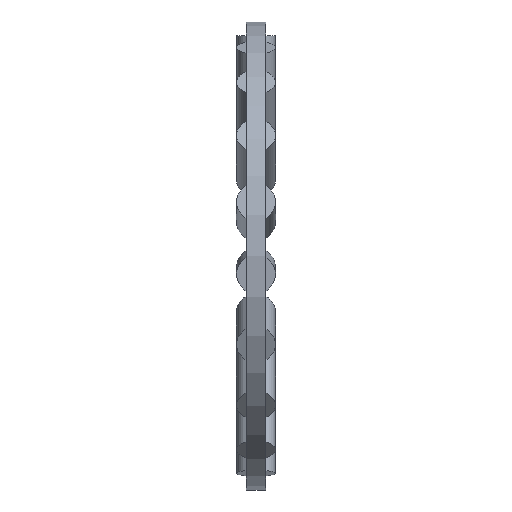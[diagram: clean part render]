
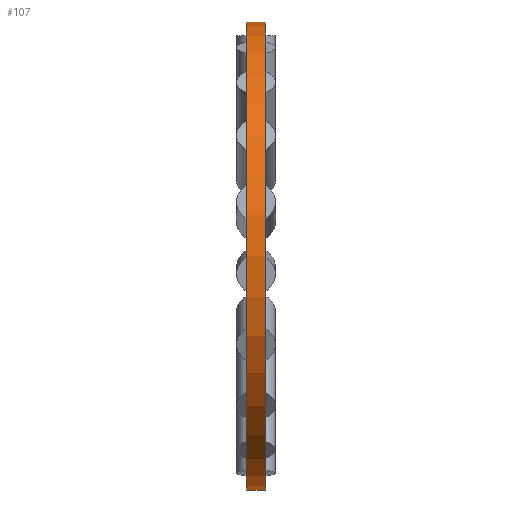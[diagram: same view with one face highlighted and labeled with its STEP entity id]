
A CAD part, left-side view. The second image highlights one B-rep face of the part: STEP entity #107.
In plain terms, the highlighted cylindrical face has radius 11.906 mm (diameter 23.813 mm), a partial arc.
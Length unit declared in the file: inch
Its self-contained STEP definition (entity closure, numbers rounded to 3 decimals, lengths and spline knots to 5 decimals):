
#107 = ADVANCED_FACE ( 'NONE', ( #1333 ), #1332, .T. ) ;
#112 = ORIENTED_EDGE ( 'NONE', *, *, #518, .F. ) ;
#113 = ORIENTED_EDGE ( 'NONE', *, *, #5349, .T. ) ;
#114 = EDGE_LOOP ( 'NONE', ( #112, #113, #5350, #5347 ) ) ;
#518 = EDGE_CURVE ( 'NONE', #664, #689, #2073, .T. ) ;
#522 = EDGE_CURVE ( 'NONE', #667, #651, #2120, .T. ) ;
#651 = VERTEX_POINT ( 'NONE', #2279 ) ;
#664 = VERTEX_POINT ( 'NONE', #2319 ) ;
#667 = VERTEX_POINT ( 'NONE', #2318 ) ;
#689 = VERTEX_POINT ( 'NONE', #2334 ) ;
#1328 = DIRECTION ( 'NONE',  ( 0., 0., -1. ) ) ;
#1329 = DIRECTION ( 'NONE',  ( 0., -1., 0. ) ) ;
#1330 = CARTESIAN_POINT ( 'NONE',  ( 0., -0.03906, 0. ) ) ;
#1331 = AXIS2_PLACEMENT_3D ( 'NONE', #1330, #1329, #1328 ) ;
#1332 = CYLINDRICAL_SURFACE ( 'NONE', #1331, 0.46875 ) ;
#1333 = FACE_OUTER_BOUND ( 'NONE', #114, .T. ) ;
#2070 = DIRECTION ( 'NONE',  ( 0., -1., 0. ) ) ;
#2071 = VECTOR ( 'NONE', #2070, 39.37008 ) ;
#2072 = CARTESIAN_POINT ( 'NONE',  ( 0., -0.03906, 0.46875 ) ) ;
#2073 = LINE ( 'NONE', #2072, #2071 ) ;
#2117 = DIRECTION ( 'NONE',  ( 0., -1., 0. ) ) ;
#2118 = VECTOR ( 'NONE', #2117, 39.37008 ) ;
#2119 = CARTESIAN_POINT ( 'NONE',  ( 0., -0.03906, -0.46875 ) ) ;
#2120 = LINE ( 'NONE', #2119, #2118 ) ;
#2279 = CARTESIAN_POINT ( 'NONE',  ( 0., -0.01875, -0.46875 ) ) ;
#2318 = CARTESIAN_POINT ( 'NONE',  ( 0., 0.01875, -0.46875 ) ) ;
#2319 = CARTESIAN_POINT ( 'NONE',  ( 0., 0.01875, 0.46875 ) ) ;
#2334 = CARTESIAN_POINT ( 'NONE',  ( 0., -0.01875, 0.46875 ) ) ;
#4388 = DIRECTION ( 'NONE',  ( 0., 0., 1. ) ) ;
#4389 = DIRECTION ( 'NONE',  ( 0., 1., 0. ) ) ;
#4390 = CARTESIAN_POINT ( 'NONE',  ( 0., -0.01875, 0. ) ) ;
#4391 = AXIS2_PLACEMENT_3D ( 'NONE', #4390, #4389, #4388 ) ;
#4392 = CIRCLE ( 'NONE', #4391, 0.46875 ) ;
#4393 = DIRECTION ( 'NONE',  ( 0., 0., -1. ) ) ;
#4394 = DIRECTION ( 'NONE',  ( 0., -1., 0. ) ) ;
#4395 = CARTESIAN_POINT ( 'NONE',  ( 0., 0.01875, 0. ) ) ;
#4396 = AXIS2_PLACEMENT_3D ( 'NONE', #4395, #4394, #4393 ) ;
#4397 = CIRCLE ( 'NONE', #4396, 0.46875 ) ;
#5347 = ORIENTED_EDGE ( 'NONE', *, *, #5351, .T. ) ;
#5349 = EDGE_CURVE ( 'NONE', #664, #667, #4397, .T. ) ;
#5350 = ORIENTED_EDGE ( 'NONE', *, *, #522, .T. ) ;
#5351 = EDGE_CURVE ( 'NONE', #651, #689, #4392, .T. ) ;
